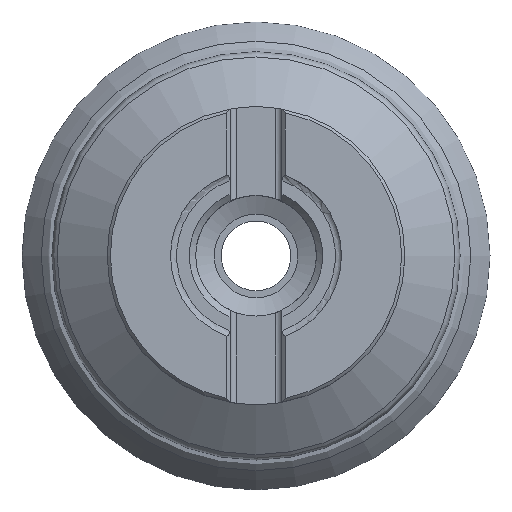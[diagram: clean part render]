
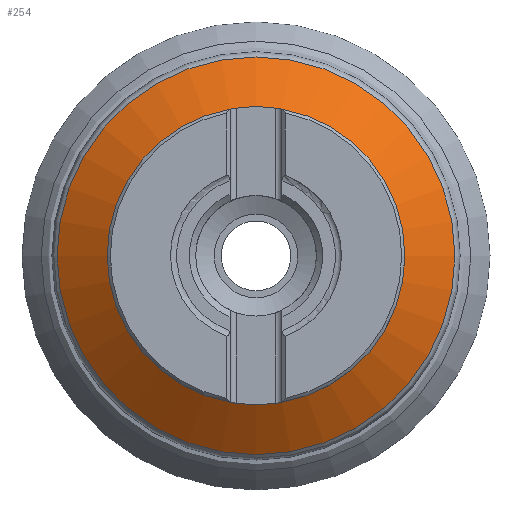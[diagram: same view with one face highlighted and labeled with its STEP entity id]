
A CAD part, top view. The second image highlights one B-rep face of the part: STEP entity #254.
In plain terms, the highlighted conical face has half-angle 54.274 degrees and reference radius 22.5 mm.
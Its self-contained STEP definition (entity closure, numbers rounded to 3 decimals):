
#216=CONICAL_SURFACE('',#1064,22.5,54.274);
#254=ADVANCED_FACE('',(#372,#373),#216,.T.);
#372=FACE_BOUND('',#442,.T.);
#373=FACE_BOUND('',#443,.T.);
#442=EDGE_LOOP('',(#551));
#443=EDGE_LOOP('',(#552));
#551=ORIENTED_EDGE('',*,*,#810,.T.);
#552=ORIENTED_EDGE('',*,*,#811,.T.);
#737=VERTEX_POINT('',#1719);
#738=VERTEX_POINT('',#1721);
#810=EDGE_CURVE('',#737,#737,#895,.T.);
#811=EDGE_CURVE('',#738,#738,#896,.T.);
#895=CIRCLE('',#1062,23.332);
#896=CIRCLE('',#1063,31.4);
#1062=AXIS2_PLACEMENT_3D('',#1718,#1244,#1245);
#1063=AXIS2_PLACEMENT_3D('',#1720,#1246,#1247);
#1064=AXIS2_PLACEMENT_3D('',#1722,#1248,#1249);
#1244=DIRECTION('',(0.,0.,-1.));
#1245=DIRECTION('',(1.,0.,0.));
#1246=DIRECTION('',(0.,0.,1.));
#1247=DIRECTION('',(-1.,0.,0.));
#1248=DIRECTION('',(0.,0.,-1.));
#1249=DIRECTION('',(1.,0.,0.));
#1718=CARTESIAN_POINT('',(0.,0.,-14.599));
#1719=CARTESIAN_POINT('',(23.332,0.,-14.599));
#1720=CARTESIAN_POINT('',(0.,0.,-20.401));
#1721=CARTESIAN_POINT('',(-31.4,0.,-20.401));
#1722=CARTESIAN_POINT('',(0.,0.,-14.));
